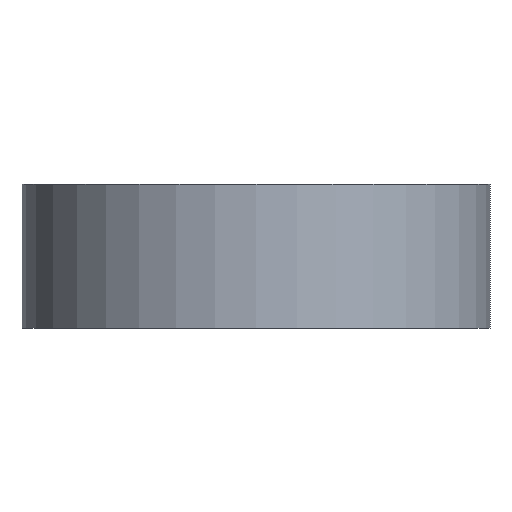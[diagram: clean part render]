
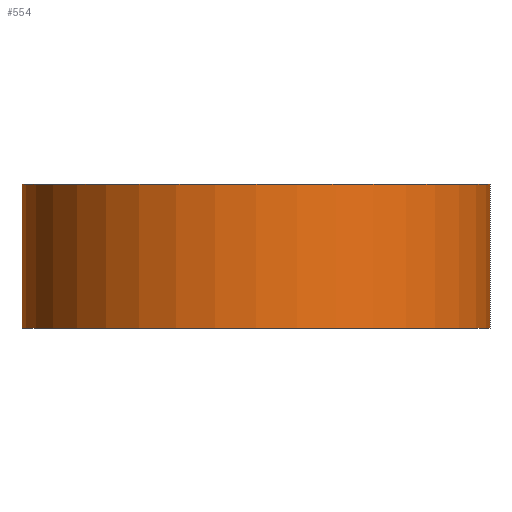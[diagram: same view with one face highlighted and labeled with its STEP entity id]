
A CAD part, front view. The second image highlights one B-rep face of the part: STEP entity #554.
In plain terms, the highlighted cylindrical face has radius 20.637 mm (diameter 41.275 mm), a partial arc.
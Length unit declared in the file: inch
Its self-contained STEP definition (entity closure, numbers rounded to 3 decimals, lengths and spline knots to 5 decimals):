
#36 = CARTESIAN_POINT ( 'NONE',  ( -0.8125, 0., -0.25 ) ) ;
#93 = DIRECTION ( 'NONE',  ( 0., 0., -1. ) ) ;
#136 = VERTEX_POINT ( 'NONE', #2015 ) ;
#320 = CIRCLE ( 'NONE', #720, 0.8125 ) ;
#376 = DIRECTION ( 'NONE',  ( 0., 0., -1. ) ) ;
#425 = FACE_OUTER_BOUND ( 'NONE', #1154, .T. ) ;
#471 = CARTESIAN_POINT ( 'NONE',  ( -0.8125, 0., 0.25 ) ) ;
#554 = ADVANCED_FACE ( 'NONE', ( #425 ), #556, .T. ) ;
#556 = CYLINDRICAL_SURFACE ( 'NONE', #1277, 0.8125 ) ;
#640 = LINE ( 'NONE', #1447, #1717 ) ;
#688 = EDGE_CURVE ( 'NONE', #1044, #1708, #320, .T. ) ;
#699 = ORIENTED_EDGE ( 'NONE', *, *, #688, .T. ) ;
#720 = AXIS2_PLACEMENT_3D ( 'NONE', #1902, #977, #971 ) ;
#743 = DIRECTION ( 'NONE',  ( 0., 0., 1. ) ) ;
#759 = CARTESIAN_POINT ( 'NONE',  ( 0., 0., 0.25 ) ) ;
#768 = DIRECTION ( 'NONE',  ( -1., 0., 0. ) ) ;
#895 = ORIENTED_EDGE ( 'NONE', *, *, #1466, .F. ) ;
#939 = DIRECTION ( 'NONE',  ( 1., 0., 0. ) ) ;
#971 = DIRECTION ( 'NONE',  ( 1., 0., 0. ) ) ;
#977 = DIRECTION ( 'NONE',  ( 0., 0., 1. ) ) ;
#992 = CIRCLE ( 'NONE', #1767, 0.8125 ) ;
#1044 = VERTEX_POINT ( 'NONE', #36 ) ;
#1154 = EDGE_LOOP ( 'NONE', ( #895, #2031, #2174, #699 ) ) ;
#1277 = AXIS2_PLACEMENT_3D ( 'NONE', #2022, #93, #768 ) ;
#1308 = CARTESIAN_POINT ( 'NONE',  ( 0.8125, 0., -0.25 ) ) ;
#1378 = DIRECTION ( 'NONE',  ( 0., 0., -1. ) ) ;
#1447 = CARTESIAN_POINT ( 'NONE',  ( 0.8125, 0., 0.25 ) ) ;
#1466 = EDGE_CURVE ( 'NONE', #136, #1708, #640, .T. ) ;
#1562 = CARTESIAN_POINT ( 'NONE',  ( -0.8125, 0., 0.25 ) ) ;
#1686 = VECTOR ( 'NONE', #1378, 39.37008 ) ;
#1708 = VERTEX_POINT ( 'NONE', #1308 ) ;
#1717 = VECTOR ( 'NONE', #376, 39.37008 ) ;
#1741 = LINE ( 'NONE', #471, #1686 ) ;
#1767 = AXIS2_PLACEMENT_3D ( 'NONE', #759, #743, #939 ) ;
#1902 = CARTESIAN_POINT ( 'NONE',  ( 0., 0., -0.25 ) ) ;
#1941 = EDGE_CURVE ( 'NONE', #1977, #1044, #1741, .T. ) ;
#1977 = VERTEX_POINT ( 'NONE', #1562 ) ;
#2015 = CARTESIAN_POINT ( 'NONE',  ( 0.8125, 0., 0.25 ) ) ;
#2022 = CARTESIAN_POINT ( 'NONE',  ( 0., 0., 0.25 ) ) ;
#2031 = ORIENTED_EDGE ( 'NONE', *, *, #2302, .F. ) ;
#2174 = ORIENTED_EDGE ( 'NONE', *, *, #1941, .T. ) ;
#2302 = EDGE_CURVE ( 'NONE', #1977, #136, #992, .T. ) ;
